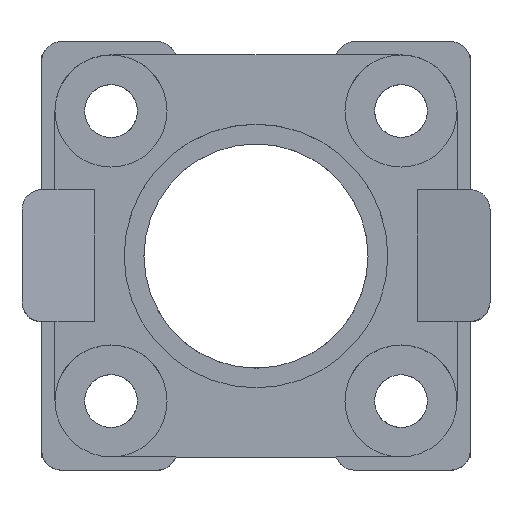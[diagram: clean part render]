
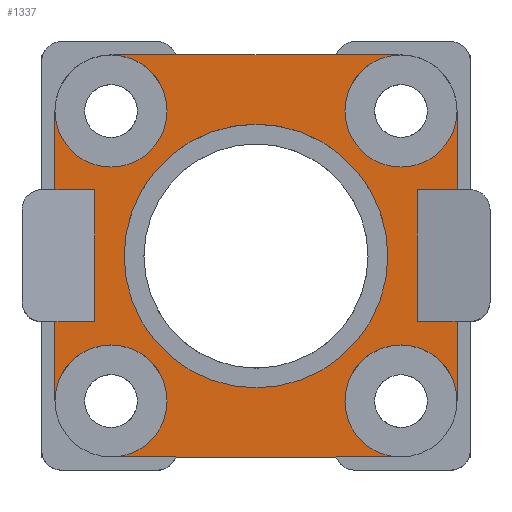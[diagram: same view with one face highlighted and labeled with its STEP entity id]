
A CAD part, top view. The second image highlights one B-rep face of the part: STEP entity #1337.
In plain terms, the highlighted planar face has unit normal (0, 0, 1).
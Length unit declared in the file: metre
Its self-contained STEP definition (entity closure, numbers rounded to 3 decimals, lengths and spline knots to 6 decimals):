
#72=CIRCLE('',#1466,0.00425);
#73=CIRCLE('',#1467,0.00425);
#74=CIRCLE('',#1468,0.00425);
#75=CIRCLE('',#1469,0.00425);
#76=CIRCLE('',#1470,0.01);
#237=ORIENTED_EDGE('',*,*,#572,.F.);
#238=ORIENTED_EDGE('',*,*,#562,.F.);
#239=ORIENTED_EDGE('',*,*,#573,.F.);
#240=ORIENTED_EDGE('',*,*,#574,.F.);
#241=ORIENTED_EDGE('',*,*,#575,.T.);
#242=ORIENTED_EDGE('',*,*,#576,.F.);
#243=ORIENTED_EDGE('',*,*,#577,.T.);
#244=ORIENTED_EDGE('',*,*,#566,.T.);
#245=ORIENTED_EDGE('',*,*,#578,.T.);
#246=ORIENTED_EDGE('',*,*,#579,.F.);
#247=ORIENTED_EDGE('',*,*,#580,.F.);
#248=ORIENTED_EDGE('',*,*,#581,.F.);
#249=ORIENTED_EDGE('',*,*,#582,.F.);
#562=EDGE_CURVE('',#737,#738,#876,.T.);
#566=EDGE_CURVE('',#742,#741,#879,.T.);
#572=EDGE_CURVE('',#738,#747,#884,.T.);
#573=EDGE_CURVE('',#748,#737,#885,.T.);
#574=EDGE_CURVE('',#749,#748,#72,.T.);
#575=EDGE_CURVE('',#749,#750,#886,.T.);
#576=EDGE_CURVE('',#751,#750,#73,.T.);
#577=EDGE_CURVE('',#751,#742,#887,.T.);
#578=EDGE_CURVE('',#741,#752,#888,.T.);
#579=EDGE_CURVE('',#753,#752,#74,.T.);
#580=EDGE_CURVE('',#754,#753,#889,.T.);
#581=EDGE_CURVE('',#747,#754,#75,.T.);
#582=EDGE_CURVE('',#755,#755,#76,.T.);
#737=VERTEX_POINT('',#2085);
#738=VERTEX_POINT('',#2087);
#741=VERTEX_POINT('',#2094);
#742=VERTEX_POINT('',#2096);
#747=VERTEX_POINT('',#2109);
#748=VERTEX_POINT('',#2111);
#749=VERTEX_POINT('',#2113);
#750=VERTEX_POINT('',#2115);
#751=VERTEX_POINT('',#2117);
#752=VERTEX_POINT('',#2120);
#753=VERTEX_POINT('',#2122);
#754=VERTEX_POINT('',#2124);
#755=VERTEX_POINT('',#2127);
#876=LINE('',#2086,#998);
#879=LINE('',#2095,#1001);
#884=LINE('',#2108,#1006);
#885=LINE('',#2110,#1007);
#886=LINE('',#2114,#1008);
#887=LINE('',#2118,#1009);
#888=LINE('',#2119,#1010);
#889=LINE('',#2123,#1011);
#998=VECTOR('',#1686,1.);
#1001=VECTOR('',#1693,1.);
#1006=VECTOR('',#1704,1.);
#1007=VECTOR('',#1705,1.);
#1008=VECTOR('',#1708,1.);
#1009=VECTOR('',#1711,1.);
#1010=VECTOR('',#1712,1.);
#1011=VECTOR('',#1715,1.);
#1091=EDGE_LOOP('',(#237,#238,#239,#240,#241,#242,#243,#244,#245,#246,#247,
#248));
#1092=EDGE_LOOP('',(#249));
#1189=FACE_BOUND('',#1091,.T.);
#1190=FACE_BOUND('',#1092,.T.);
#1283=PLANE('',#1465);
#1337=ADVANCED_FACE('',(#1189,#1190),#1283,.T.);
#1465=AXIS2_PLACEMENT_3D('',#2107,#1702,#1703);
#1466=AXIS2_PLACEMENT_3D('',#2112,#1706,#1707);
#1467=AXIS2_PLACEMENT_3D('',#2116,#1709,#1710);
#1468=AXIS2_PLACEMENT_3D('',#2121,#1713,#1714);
#1469=AXIS2_PLACEMENT_3D('',#2125,#1716,#1717);
#1470=AXIS2_PLACEMENT_3D('',#2126,#1718,#1719);
#1686=DIRECTION('',(1.,0.,0.));
#1693=DIRECTION('',(1.,0.,0.));
#1702=DIRECTION('',(0.,0.,1.));
#1703=DIRECTION('',(1.,0.,0.));
#1704=DIRECTION('',(1.,0.,0.));
#1705=DIRECTION('',(1.,0.,0.));
#1706=DIRECTION('',(0.,0.,1.));
#1707=DIRECTION('',(1.,0.,0.));
#1708=DIRECTION('',(0.,-1.,0.));
#1709=DIRECTION('',(0.,0.,1.));
#1710=DIRECTION('',(1.,0.,0.));
#1711=DIRECTION('',(1.,0.,0.));
#1712=DIRECTION('',(1.,0.,0.));
#1713=DIRECTION('',(0.,0.,1.));
#1714=DIRECTION('',(1.,0.,0.));
#1715=DIRECTION('',(0.,-1.,0.));
#1716=DIRECTION('',(0.,0.,1.));
#1717=DIRECTION('',(1.,0.,0.));
#1718=DIRECTION('',(0.,0.,1.));
#1719=DIRECTION('',(1.,0.,0.));
#2085=CARTESIAN_POINT('',(-0.019084,0.016335,0.003));
#2086=CARTESIAN_POINT('',(-0.012998,0.016335,0.003));
#2087=CARTESIAN_POINT('',(-0.006912,0.016335,0.003));
#2094=CARTESIAN_POINT('',(-0.006912,-0.014165,0.003));
#2095=CARTESIAN_POINT('',(-0.012998,-0.014165,0.003));
#2096=CARTESIAN_POINT('',(-0.019084,-0.014165,0.003));
#2107=CARTESIAN_POINT('',(-0.012998,-0.003416,0.003));
#2108=CARTESIAN_POINT('',(-0.004498,0.016335,0.003));
#2109=CARTESIAN_POINT('',(-0.001998,0.016335,0.003));
#2110=CARTESIAN_POINT('',(-0.021498,0.016335,0.003));
#2111=CARTESIAN_POINT('',(-0.023998,0.016335,0.003));
#2112=CARTESIAN_POINT('',(-0.023998,0.012085,0.003));
#2113=CARTESIAN_POINT('',(-0.028248,0.012085,0.003));
#2114=CARTESIAN_POINT('',(-0.028248,0.001085,0.003));
#2115=CARTESIAN_POINT('',(-0.028248,-0.009915,0.003));
#2116=CARTESIAN_POINT('',(-0.023998,-0.009915,0.003));
#2117=CARTESIAN_POINT('',(-0.023998,-0.014165,0.003));
#2118=CARTESIAN_POINT('',(-0.021498,-0.014165,0.003));
#2119=CARTESIAN_POINT('',(-0.004498,-0.014165,0.003));
#2120=CARTESIAN_POINT('',(-0.001998,-0.014165,0.003));
#2121=CARTESIAN_POINT('',(-0.001998,-0.009915,0.003));
#2122=CARTESIAN_POINT('',(0.002252,-0.009915,0.003));
#2123=CARTESIAN_POINT('',(0.002252,-0.006915,0.003));
#2124=CARTESIAN_POINT('',(0.002252,0.012085,0.003));
#2125=CARTESIAN_POINT('',(-0.001998,0.012085,0.003));
#2126=CARTESIAN_POINT('',(-0.012998,0.001085,0.003));
#2127=CARTESIAN_POINT('',(-0.002998,0.001085,0.003));
